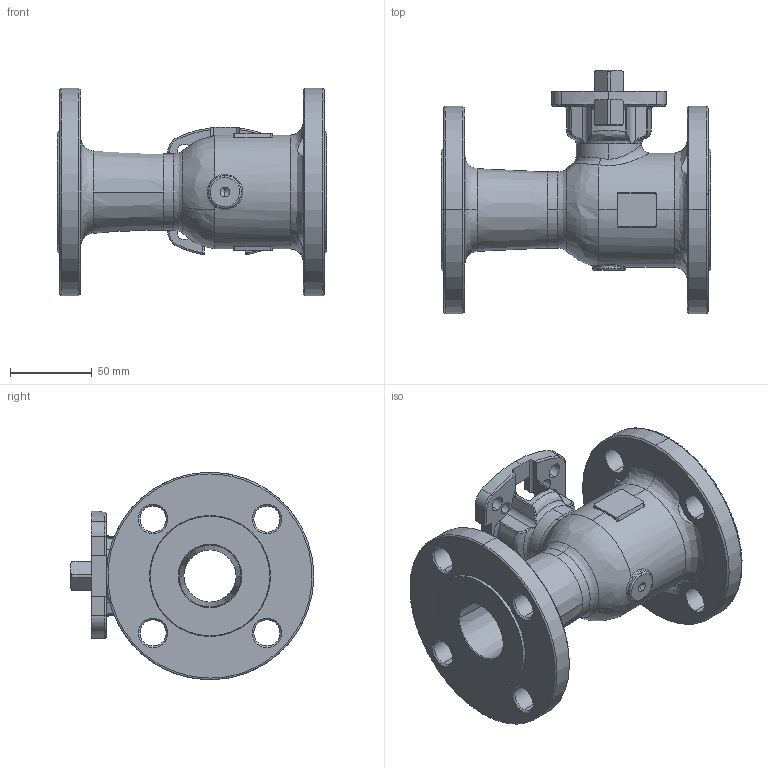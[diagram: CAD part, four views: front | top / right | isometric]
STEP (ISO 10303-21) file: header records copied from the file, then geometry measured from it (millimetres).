
FILE_DESCRIPTION (( 'STEP AP214' ), '1' );
FILE_NAME ('F91-F1-0150-XXX BARE STEM.step', '2019-11-14T18:09:24', ( '' ), ( '' ), 'SwSTEP 2.0', 'SolidWorks 2019', '' );
FILE_SCHEMA (( 'AUTOMOTIVE_DESIGN' ));
Length unit declared in the file: inch
Products named in the file (2): F91-F1-0150-XXX BARE STEM
Bounding box: 165.1 x 149.05 x 127 mm (x, y, z)
Surface area: 110946.8 mm2 (no closed solid volume)
Topology: 0 solids, 3 shells, 323 faces, 870 edges, 536 vertices
Faces by surface type: cylinder 114, bspline 80, plane 71, cone 58
Entity records: 42455 total; most frequent: CARTESIAN_POINT 30653, ORIENTED_EDGE 1685, DIRECTION 1438, EDGE_CURVE 864, AXIS2_PLACEMENT_3D 563, VERTEX_POINT 536, EDGE_LOOP 362, DIMENSIONAL_EXPONENTS 325
